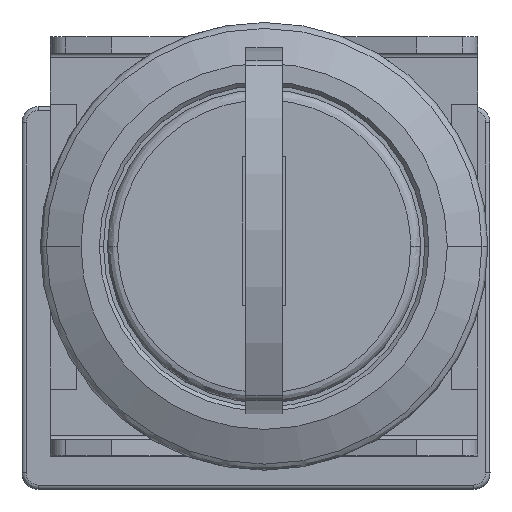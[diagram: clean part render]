
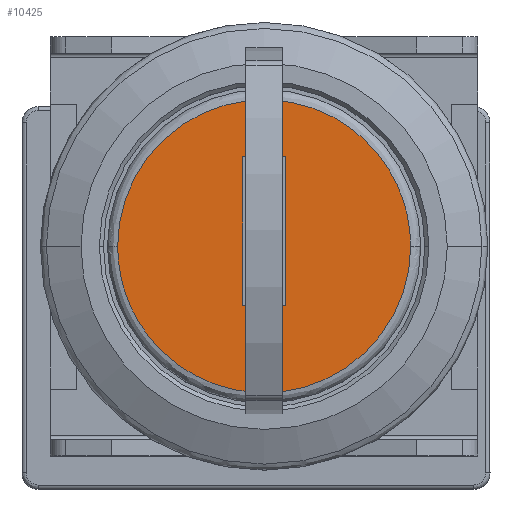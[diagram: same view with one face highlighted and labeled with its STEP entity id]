
A CAD part, top view. The second image highlights one B-rep face of the part: STEP entity #10425.
In plain terms, the highlighted planar face has unit normal (0, 0, 1).
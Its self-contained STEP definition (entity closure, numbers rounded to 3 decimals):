
#73 = CARTESIAN_POINT ( 'NONE',  ( -7.2, 14.4, 11.7 ) ) ;
#554 = CARTESIAN_POINT ( 'NONE',  ( -7.2, 0., 11.7 ) ) ;
#586 = ORIENTED_EDGE ( 'NONE', *, *, #1015, .T. ) ;
#881 = VERTEX_POINT ( 'NONE', #554 ) ;
#907 = DIRECTION ( 'NONE',  ( 0., 1., 0. ) ) ;
#1015 = EDGE_CURVE ( 'NONE', #8388, #5912, #7455, .T. ) ;
#1358 = CARTESIAN_POINT ( 'NONE',  ( -1.05, 4.4, 11.7 ) ) ;
#1812 = EDGE_LOOP ( 'NONE', ( #7274, #14762 ) ) ;
#1889 = VERTEX_POINT ( 'NONE', #12796 ) ;
#1943 = CARTESIAN_POINT ( 'NONE',  ( 1.05, -2.9, 11.7 ) ) ;
#2787 = EDGE_CURVE ( 'NONE', #1889, #881, #5785, .T. ) ;
#2800 = CARTESIAN_POINT ( 'NONE',  ( -7.2, 0., 11.7 ) ) ;
#2968 = DIRECTION ( 'NONE',  ( -1., 0., 0. ) ) ;
#3539 = DIRECTION ( 'NONE',  ( 0., 1., 0. ) ) ;
#3940 = VERTEX_POINT ( 'NONE', #1943 ) ;
#4086 = CARTESIAN_POINT ( 'NONE',  ( 7.2, 0., 11.7 ) ) ;
#4265 = PLANE ( 'NONE',  #10262 ) ;
#4588 = EDGE_CURVE ( 'NONE', #881, #1889, #11335, .T. ) ;
#4809 = LINE ( 'NONE', #10105, #9139 ) ;
#5070 = DIRECTION ( 'NONE',  ( -1., 0., 0. ) ) ;
#5334 = CARTESIAN_POINT ( 'NONE',  ( 7.2, 14.4, 11.7 ) ) ;
#5785 =( BOUNDED_CURVE ( )  B_SPLINE_CURVE ( 3, ( #4086, #9387, #14685, #2800 ),
 .UNSPECIFIED., .F., .T. ) 
 B_SPLINE_CURVE_WITH_KNOTS ( ( 4, 4 ),
 ( 0., 1. ),
 .UNSPECIFIED. ) 
 CURVE ( )  GEOMETRIC_REPRESENTATION_ITEM ( )  RATIONAL_B_SPLINE_CURVE ( ( 0.957, 0.319, 0.319, 0.957 ) ) 
 REPRESENTATION_ITEM ( '' )  );
#5851 = EDGE_CURVE ( 'NONE', #3940, #8388, #11685, .T. ) ;
#5912 = VERTEX_POINT ( 'NONE', #1358 ) ;
#6109 = ORIENTED_EDGE ( 'NONE', *, *, #5851, .T. ) ;
#6400 = VECTOR ( 'NONE', #907, 1000. ) ;
#7274 = ORIENTED_EDGE ( 'NONE', *, *, #4588, .F. ) ;
#7455 = LINE ( 'NONE', #12778, #6400 ) ;
#7473 = CARTESIAN_POINT ( 'NONE',  ( 1.05, 4.4, 11.7 ) ) ;
#7756 = ORIENTED_EDGE ( 'NONE', *, *, #16359, .F. ) ;
#8016 = ORIENTED_EDGE ( 'NONE', *, *, #10224, .F. ) ;
#8388 = VERTEX_POINT ( 'NONE', #11364 ) ;
#9139 = VECTOR ( 'NONE', #15397, 1000. ) ;
#9387 = CARTESIAN_POINT ( 'NONE',  ( 7.2, -14.4, 11.7 ) ) ;
#9558 = CARTESIAN_POINT ( 'NONE',  ( 7.286, -7.286, 11.7 ) ) ;
#10105 = CARTESIAN_POINT ( 'NONE',  ( 0., 4.4, 11.7 ) ) ;
#10138 = LINE ( 'NONE', #15428, #10811 ) ;
#10224 = EDGE_CURVE ( 'NONE', #10229, #5912, #4809, .T. ) ;
#10229 = VERTEX_POINT ( 'NONE', #7473 ) ;
#10262 = AXIS2_PLACEMENT_3D ( 'NONE', #9558, #14857, #2968 ) ;
#10425 = ADVANCED_FACE ( 'NONE', ( #10873, #16156 ), #4265, .F. ) ;
#10645 = CARTESIAN_POINT ( 'NONE',  ( 7.2, 0., 11.7 ) ) ;
#10811 = VECTOR ( 'NONE', #3539, 1000. ) ;
#10873 = FACE_BOUND ( 'NONE', #12878, .T. ) ;
#11335 =( BOUNDED_CURVE ( )  B_SPLINE_CURVE ( 3, ( #11951, #73, #5334, #10645 ),
 .UNSPECIFIED., .F., .T. ) 
 B_SPLINE_CURVE_WITH_KNOTS ( ( 4, 4 ),
 ( 0., 1. ),
 .UNSPECIFIED. ) 
 CURVE ( )  GEOMETRIC_REPRESENTATION_ITEM ( )  RATIONAL_B_SPLINE_CURVE ( ( 0.957, 0.319, 0.319, 0.957 ) ) 
 REPRESENTATION_ITEM ( '' )  );
#11364 = CARTESIAN_POINT ( 'NONE',  ( -1.05, -2.9, 11.7 ) ) ;
#11685 = LINE ( 'NONE', #16962, #15419 ) ;
#11951 = CARTESIAN_POINT ( 'NONE',  ( -7.2, 0., 11.7 ) ) ;
#12778 = CARTESIAN_POINT ( 'NONE',  ( -1.05, 0.75, 11.7 ) ) ;
#12796 = CARTESIAN_POINT ( 'NONE',  ( 7.2, 0., 11.7 ) ) ;
#12878 = EDGE_LOOP ( 'NONE', ( #6109, #586, #8016, #7756 ) ) ;
#14685 = CARTESIAN_POINT ( 'NONE',  ( -7.2, -14.4, 11.7 ) ) ;
#14762 = ORIENTED_EDGE ( 'NONE', *, *, #2787, .F. ) ;
#14857 = DIRECTION ( 'NONE',  ( 0., 0., -1. ) ) ;
#15397 = DIRECTION ( 'NONE',  ( -1., 0., 0. ) ) ;
#15419 = VECTOR ( 'NONE', #5070, 1000. ) ;
#15428 = CARTESIAN_POINT ( 'NONE',  ( 1.05, 0.75, 11.7 ) ) ;
#16156 = FACE_OUTER_BOUND ( 'NONE', #1812, .T. ) ;
#16359 = EDGE_CURVE ( 'NONE', #3940, #10229, #10138, .T. ) ;
#16962 = CARTESIAN_POINT ( 'NONE',  ( 0., -2.9, 11.7 ) ) ;
